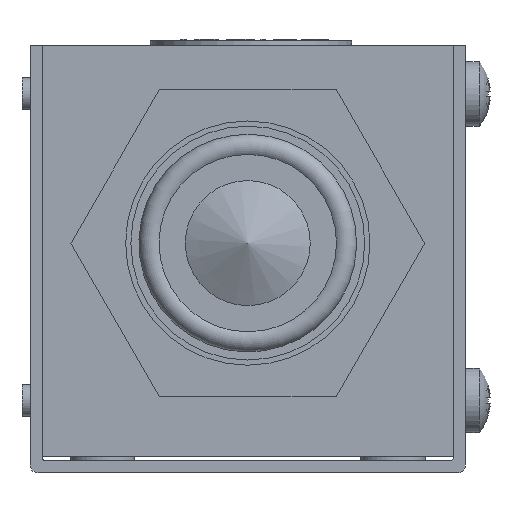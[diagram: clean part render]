
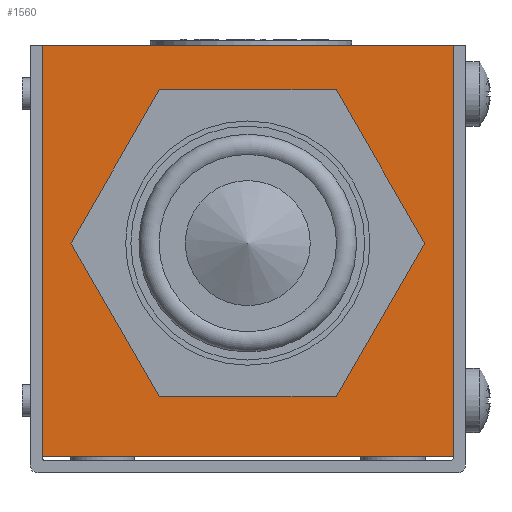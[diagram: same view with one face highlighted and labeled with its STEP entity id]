
A CAD part, front view. The second image highlights one B-rep face of the part: STEP entity #1560.
In plain terms, the highlighted face is planar.
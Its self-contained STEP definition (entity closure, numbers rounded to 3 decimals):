
#1560 = ADVANCED_FACE( '', ( #2954, #2955 ), #2956, .F. );
#2954 = FACE_BOUND( '', #4611, .T. );
#2955 = FACE_OUTER_BOUND( '', #4612, .T. );
#2956 = PLANE( '', #4613 );
#4611 = EDGE_LOOP( '', ( #7027, #7028, #7029, #7030, #7031, #7032 ) );
#4612 = EDGE_LOOP( '', ( #7033, #7034, #7035, #7036 ) );
#4613 = AXIS2_PLACEMENT_3D( '', #7037, #7038, #7039 );
#7027 = ORIENTED_EDGE( '', *, *, #11380, .F. );
#7028 = ORIENTED_EDGE( '', *, *, #10926, .F. );
#7029 = ORIENTED_EDGE( '', *, *, #11341, .F. );
#7030 = ORIENTED_EDGE( '', *, *, #11381, .F. );
#7031 = ORIENTED_EDGE( '', *, *, #11008, .F. );
#7032 = ORIENTED_EDGE( '', *, *, #11382, .F. );
#7033 = ORIENTED_EDGE( '', *, *, #11383, .F. );
#7034 = ORIENTED_EDGE( '', *, *, #11384, .F. );
#7035 = ORIENTED_EDGE( '', *, *, #11239, .F. );
#7036 = ORIENTED_EDGE( '', *, *, #11385, .F. );
#7037 = CARTESIAN_POINT( '', ( 0., 13., 0. ) );
#7038 = DIRECTION( '', ( 0., -1., 0. ) );
#7039 = DIRECTION( '', ( 0., 0., -1. ) );
#10926 = EDGE_CURVE( '', #12557, #12558, #12559, .T. );
#11008 = EDGE_CURVE( '', #12702, #12703, #12704, .T. );
#11239 = EDGE_CURVE( '', #13096, #13098, #13099, .T. );
#11341 = EDGE_CURVE( '', #13261, #12557, #13262, .T. );
#11380 = EDGE_CURVE( '', #12558, #13320, #13321, .T. );
#11381 = EDGE_CURVE( '', #12703, #13261, #13322, .T. );
#11382 = EDGE_CURVE( '', #13320, #12702, #13323, .T. );
#11383 = EDGE_CURVE( '', #13324, #13325, #13326, .T. );
#11384 = EDGE_CURVE( '', #13098, #13324, #13327, .T. );
#11385 = EDGE_CURVE( '', #13325, #13096, #13328, .T. );
#12557 = VERTEX_POINT( '', #15024 );
#12558 = VERTEX_POINT( '', #15025 );
#12559 = LINE( '', #15026, #15027 );
#12702 = VERTEX_POINT( '', #15370 );
#12703 = VERTEX_POINT( '', #15371 );
#12704 = LINE( '', #15372, #15373 );
#13096 = VERTEX_POINT( '', #16208 );
#13098 = VERTEX_POINT( '', #16211 );
#13099 = LINE( '', #16212, #16213 );
#13261 = VERTEX_POINT( '', #16499 );
#13262 = LINE( '', #16500, #16501 );
#13320 = VERTEX_POINT( '', #16597 );
#13321 = LINE( '', #16598, #16599 );
#13322 = LINE( '', #16600, #16601 );
#13323 = LINE( '', #16602, #16603 );
#13324 = VERTEX_POINT( '', #16604 );
#13325 = VERTEX_POINT( '', #16605 );
#13326 = LINE( '', #16606, #16607 );
#13327 = LINE( '', #16608, #16609 );
#13328 = LINE( '', #16610, #16611 );
#15024 = CARTESIAN_POINT( '', ( 36.47, 13., 7.5 ) );
#15025 = CARTESIAN_POINT( '', ( 14.53, 13., 7.5 ) );
#15026 = CARTESIAN_POINT( '', ( 36.47, 13., 7.5 ) );
#15027 = VECTOR( '', #19647, 1000. );
#15370 = CARTESIAN_POINT( '', ( 14.53, 13., 45.5 ) );
#15371 = CARTESIAN_POINT( '', ( 36.47, 13., 45.5 ) );
#15372 = CARTESIAN_POINT( '', ( 14.53, 13., 45.5 ) );
#15373 = VECTOR( '', #19719, 1000. );
#16208 = CARTESIAN_POINT( '', ( 51., 13., 0. ) );
#16211 = CARTESIAN_POINT( '', ( 51., 13., 51. ) );
#16212 = CARTESIAN_POINT( '', ( 51., 13., 0. ) );
#16213 = VECTOR( '', #19920, 1000. );
#16499 = CARTESIAN_POINT( '', ( 47.439, 13., 26.5 ) );
#16500 = CARTESIAN_POINT( '', ( 47.439, 13., 26.5 ) );
#16501 = VECTOR( '', #20022, 1000. );
#16597 = CARTESIAN_POINT( '', ( 3.561, 13., 26.5 ) );
#16598 = CARTESIAN_POINT( '', ( 14.53, 13., 7.5 ) );
#16599 = VECTOR( '', #20062, 1000. );
#16600 = CARTESIAN_POINT( '', ( 36.47, 13., 45.5 ) );
#16601 = VECTOR( '', #20063, 1000. );
#16602 = CARTESIAN_POINT( '', ( 3.561, 13., 26.5 ) );
#16603 = VECTOR( '', #20064, 1000. );
#16604 = CARTESIAN_POINT( '', ( 0., 13., 51. ) );
#16605 = CARTESIAN_POINT( '', ( 0., 13., 0. ) );
#16606 = CARTESIAN_POINT( '', ( 0., 13., 51. ) );
#16607 = VECTOR( '', #20065, 1000. );
#16608 = CARTESIAN_POINT( '', ( 51., 13., 51. ) );
#16609 = VECTOR( '', #20066, 1000. );
#16610 = CARTESIAN_POINT( '', ( 0., 13., 0. ) );
#16611 = VECTOR( '', #20067, 1000. );
#19647 = DIRECTION( '', ( -1., 0., 0. ) );
#19719 = DIRECTION( '', ( 1., 0., 0. ) );
#19920 = DIRECTION( '', ( 0., 0., 1. ) );
#20022 = DIRECTION( '', ( -0.5, 0., -0.866 ) );
#20062 = DIRECTION( '', ( -0.5, 0., 0.866 ) );
#20063 = DIRECTION( '', ( 0.5, 0., -0.866 ) );
#20064 = DIRECTION( '', ( 0.5, 0., 0.866 ) );
#20065 = DIRECTION( '', ( 0., 0., -1. ) );
#20066 = DIRECTION( '', ( -1., 0., 0. ) );
#20067 = DIRECTION( '', ( 1., 0., 0. ) );
